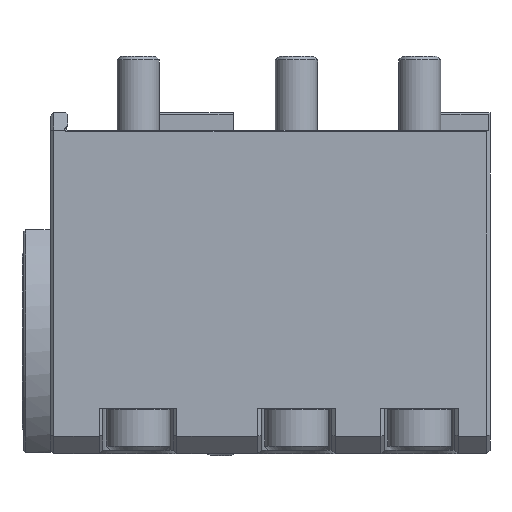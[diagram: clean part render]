
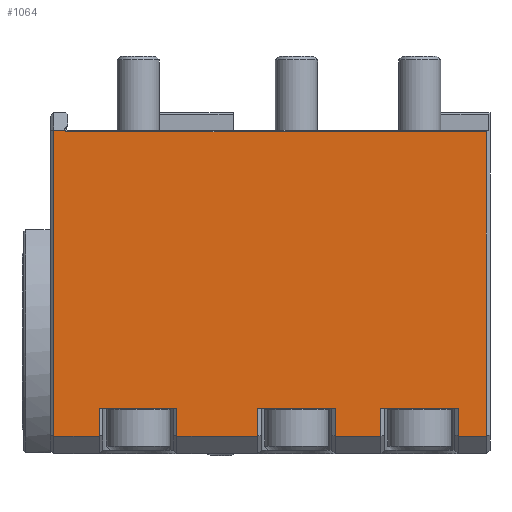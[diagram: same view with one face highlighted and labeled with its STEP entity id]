
A CAD part, front view. The second image highlights one B-rep face of the part: STEP entity #1064.
In plain terms, the highlighted planar face has unit normal (0, -1, 0).
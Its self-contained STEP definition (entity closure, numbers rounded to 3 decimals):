
#147=LINE('',#5939,#539);
#154=LINE('',#5953,#546);
#160=LINE('',#5965,#552);
#166=LINE('',#5977,#558);
#167=LINE('',#5979,#559);
#168=LINE('',#5982,#560);
#169=LINE('',#5983,#561);
#170=LINE('',#5985,#562);
#171=LINE('',#5986,#563);
#172=LINE('',#5988,#564);
#173=LINE('',#5989,#565);
#174=LINE('',#5990,#566);
#175=LINE('',#5992,#567);
#176=LINE('',#5993,#568);
#177=LINE('',#5994,#569);
#178=LINE('',#5996,#570);
#179=LINE('',#5997,#571);
#539=VECTOR('',#4528,1.);
#546=VECTOR('',#4539,1.);
#552=VECTOR('',#4549,1.);
#558=VECTOR('',#4559,1.);
#559=VECTOR('',#4562,1.);
#560=VECTOR('',#4563,1.);
#561=VECTOR('',#4564,1.);
#562=VECTOR('',#4565,1.);
#563=VECTOR('',#4566,1.);
#564=VECTOR('',#4567,1.);
#565=VECTOR('',#4568,1.);
#566=VECTOR('',#4569,1.);
#567=VECTOR('',#4570,1.);
#568=VECTOR('',#4571,1.);
#569=VECTOR('',#4572,1.);
#570=VECTOR('',#4573,1.);
#571=VECTOR('',#4574,1.);
#1064=ADVANCED_FACE('',(#1472),#1301,.F.);
#1301=PLANE('',#4065);
#1472=FACE_OUTER_BOUND('',#1668,.T.);
#1668=EDGE_LOOP('',(#2081,#2082,#2083,#2084,#2085,#2086,#2087,#2088,#2089,
#2090,#2091,#2092,#2093,#2094,#2095,#2096,#2097,#2098));
#2081=ORIENTED_EDGE('',*,*,#3454,.T.);
#2082=ORIENTED_EDGE('',*,*,#3455,.T.);
#2083=ORIENTED_EDGE('',*,*,#3406,.T.);
#2084=ORIENTED_EDGE('',*,*,#3434,.T.);
#2085=ORIENTED_EDGE('',*,*,#3456,.T.);
#2086=ORIENTED_EDGE('',*,*,#3457,.T.);
#2087=ORIENTED_EDGE('',*,*,#3441,.T.);
#2088=ORIENTED_EDGE('',*,*,#3458,.F.);
#2089=ORIENTED_EDGE('',*,*,#3459,.T.);
#2090=ORIENTED_EDGE('',*,*,#3460,.T.);
#2091=ORIENTED_EDGE('',*,*,#3447,.T.);
#2092=ORIENTED_EDGE('',*,*,#3461,.F.);
#2093=ORIENTED_EDGE('',*,*,#3462,.T.);
#2094=ORIENTED_EDGE('',*,*,#3463,.T.);
#2095=ORIENTED_EDGE('',*,*,#3453,.T.);
#2096=ORIENTED_EDGE('',*,*,#3464,.T.);
#2097=ORIENTED_EDGE('',*,*,#3465,.T.);
#2098=ORIENTED_EDGE('',*,*,#3466,.T.);
#3012=VERTEX_POINT('',#5757);
#3019=VERTEX_POINT('',#5771);
#3020=VERTEX_POINT('',#5775);
#3025=VERTEX_POINT('',#5785);
#3028=VERTEX_POINT('',#5793);
#3035=VERTEX_POINT('',#5807);
#3060=VERTEX_POINT('',#5868);
#3062=VERTEX_POINT('',#5871);
#3079=VERTEX_POINT('',#5940);
#3083=VERTEX_POINT('',#5952);
#3087=VERTEX_POINT('',#5964);
#3091=VERTEX_POINT('',#5976);
#3092=VERTEX_POINT('',#5980);
#3093=VERTEX_POINT('',#5981);
#3094=VERTEX_POINT('',#5984);
#3095=VERTEX_POINT('',#5987);
#3096=VERTEX_POINT('',#5991);
#3097=VERTEX_POINT('',#5995);
#3406=EDGE_CURVE('',#3062,#3060,#3877,.T.);
#3434=EDGE_CURVE('',#3060,#3079,#147,.T.);
#3441=EDGE_CURVE('',#3035,#3083,#154,.T.);
#3447=EDGE_CURVE('',#3019,#3087,#160,.T.);
#3453=EDGE_CURVE('',#3025,#3091,#166,.T.);
#3454=EDGE_CURVE('',#3092,#3093,#167,.T.);
#3455=EDGE_CURVE('',#3093,#3062,#168,.T.);
#3456=EDGE_CURVE('',#3079,#3094,#169,.T.);
#3457=EDGE_CURVE('',#3094,#3035,#170,.T.);
#3458=EDGE_CURVE('',#3095,#3083,#171,.T.);
#3459=EDGE_CURVE('',#3095,#3012,#172,.T.);
#3460=EDGE_CURVE('',#3012,#3019,#173,.T.);
#3461=EDGE_CURVE('',#3096,#3087,#174,.T.);
#3462=EDGE_CURVE('',#3096,#3020,#175,.T.);
#3463=EDGE_CURVE('',#3020,#3025,#176,.T.);
#3464=EDGE_CURVE('',#3091,#3097,#177,.T.);
#3465=EDGE_CURVE('',#3097,#3028,#178,.T.);
#3466=EDGE_CURVE('',#3028,#3092,#179,.T.);
#3877=CIRCLE('',#4041,0.9);
#4041=AXIS2_PLACEMENT_3D('',#5870,#4476,#4477);
#4065=AXIS2_PLACEMENT_3D('',#5998,#4575,#4576);
#4476=DIRECTION('',(0.,1.,0.));
#4477=DIRECTION('',(0.,0.,1.));
#4528=DIRECTION('',(-1.,0.,0.));
#4539=DIRECTION('',(0.,0.,1.));
#4549=DIRECTION('',(0.,0.,1.));
#4559=DIRECTION('',(0.,0.,1.));
#4562=DIRECTION('',(0.,0.,1.));
#4563=DIRECTION('',(-1.,0.,0.));
#4564=DIRECTION('',(0.,0.,-1.));
#4565=DIRECTION('',(1.,0.,0.));
#4566=DIRECTION('',(-1.,0.,0.));
#4567=DIRECTION('',(0.,0.,-1.));
#4568=DIRECTION('',(1.,0.,0.));
#4569=DIRECTION('',(-1.,0.,0.));
#4570=DIRECTION('',(0.,0.,-1.));
#4571=DIRECTION('',(1.,0.,0.));
#4572=DIRECTION('',(1.,0.,0.));
#4573=DIRECTION('',(0.,0.,-1.));
#4574=DIRECTION('',(1.,0.,0.));
#4575=DIRECTION('',(0.,1.,0.));
#4576=DIRECTION('',(0.,0.,-1.));
#5757=CARTESIAN_POINT('',(31.,-51.,-87.));
#5771=CARTESIAN_POINT('',(54.,-51.,-87.));
#5775=CARTESIAN_POINT('',(76.,-51.,-87.));
#5785=CARTESIAN_POINT('',(89.,-51.,-87.));
#5793=CARTESIAN_POINT('',(111.,-51.,-87.));
#5807=CARTESIAN_POINT('',(9.,-51.,-87.));
#5868=CARTESIAN_POINT('',(-0.806,-51.,0.));
#5870=CARTESIAN_POINT('',(0.,-51.,0.4));
#5871=CARTESIAN_POINT('',(0.,-51.,-0.5));
#5939=CARTESIAN_POINT('',(0.,-51.,0.));
#5940=CARTESIAN_POINT('',(-4.,-51.,0.));
#5952=CARTESIAN_POINT('',(9.,-51.,-79.));
#5953=CARTESIAN_POINT('',(9.,-51.,-79.));
#5964=CARTESIAN_POINT('',(54.,-51.,-79.));
#5965=CARTESIAN_POINT('',(54.,-51.,-79.));
#5976=CARTESIAN_POINT('',(89.,-51.,-79.));
#5977=CARTESIAN_POINT('',(89.,-51.,-92.));
#5979=CARTESIAN_POINT('',(119.,-51.,-92.));
#5980=CARTESIAN_POINT('',(119.,-51.,-87.));
#5981=CARTESIAN_POINT('',(119.,-51.,-0.5));
#5982=CARTESIAN_POINT('',(120.,-51.,-0.5));
#5983=CARTESIAN_POINT('',(-4.,-51.,-92.));
#5984=CARTESIAN_POINT('',(-4.,-51.,-87.));
#5985=CARTESIAN_POINT('',(120.,-51.,-87.));
#5986=CARTESIAN_POINT('',(120.,-51.,-79.));
#5987=CARTESIAN_POINT('',(31.,-51.,-79.));
#5988=CARTESIAN_POINT('',(31.,-51.,-87.));
#5989=CARTESIAN_POINT('',(120.,-51.,-87.));
#5990=CARTESIAN_POINT('',(120.,-51.,-79.));
#5991=CARTESIAN_POINT('',(76.,-51.,-79.));
#5992=CARTESIAN_POINT('',(76.,-51.,-87.));
#5993=CARTESIAN_POINT('',(120.,-51.,-87.));
#5994=CARTESIAN_POINT('',(120.,-51.,-79.));
#5995=CARTESIAN_POINT('',(111.,-51.,-79.));
#5996=CARTESIAN_POINT('',(111.,-51.,-92.));
#5997=CARTESIAN_POINT('',(120.,-51.,-87.));
#5998=CARTESIAN_POINT('',(120.,-51.,-92.));
